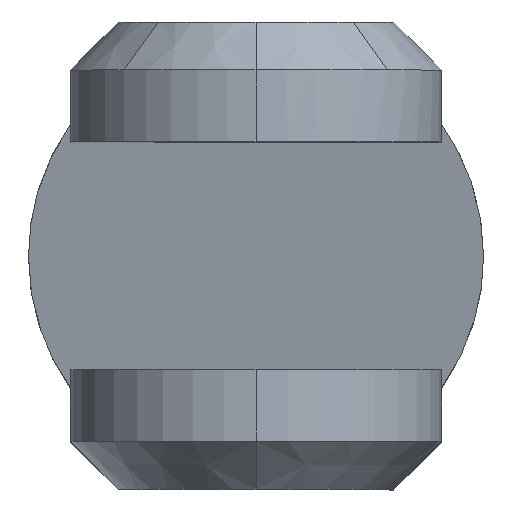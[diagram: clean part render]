
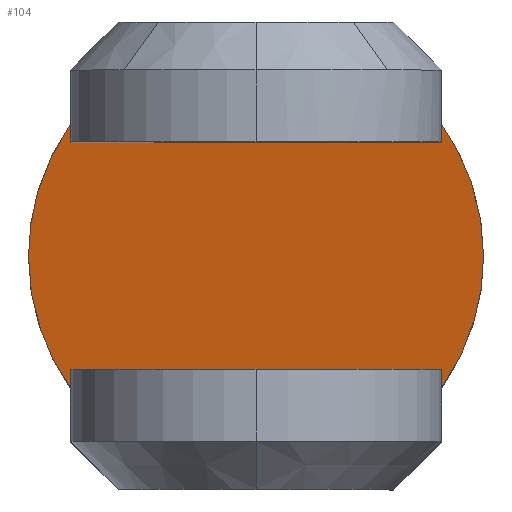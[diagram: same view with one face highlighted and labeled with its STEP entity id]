
A CAD part, top view. The second image highlights one B-rep face of the part: STEP entity #104.
In plain terms, the highlighted planar face has unit normal (-0.259, 0, 0.966).
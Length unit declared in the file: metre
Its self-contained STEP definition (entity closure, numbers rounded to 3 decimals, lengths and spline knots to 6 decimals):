
#104=ADVANCED_FACE('3:1041',(#221),#222,.F.);
#221=FACE_OUTER_BOUND('',#342,.T.);
#222=PLANE('',#343);
#342=EDGE_LOOP('',(#546,#547,#548,#549,#550,#551,#552,#553,#554,#555));
#343=AXIS2_PLACEMENT_3D('',#556,#557,#558);
#546=ORIENTED_EDGE('',*,*,#716,.T.);
#547=ORIENTED_EDGE('',*,*,#741,.T.);
#548=ORIENTED_EDGE('',*,*,#735,.T.);
#549=ORIENTED_EDGE('',*,*,#703,.T.);
#550=ORIENTED_EDGE('',*,*,#743,.T.);
#551=ORIENTED_EDGE('',*,*,#744,.F.);
#552=ORIENTED_EDGE('',*,*,#745,.F.);
#553=ORIENTED_EDGE('',*,*,#746,.F.);
#554=ORIENTED_EDGE('',*,*,#747,.T.);
#555=ORIENTED_EDGE('',*,*,#700,.T.);
#556=CARTESIAN_POINT('',(0.,0.,0.2435));
#557=DIRECTION('',(0.259,0.0,-0.966));
#558=DIRECTION('',(-0.966,0.0,-0.259));
#700=EDGE_CURVE('',#809,#813,#815,.T.);
#703=EDGE_CURVE('3:6679',#820,#817,#821,.T.);
#716=EDGE_CURVE('3:6653',#813,#841,#842,.T.);
#735=EDGE_CURVE('3:6659',#868,#820,#869,.T.);
#741=EDGE_CURVE('3:6662',#841,#868,#875,.T.);
#743=EDGE_CURVE('',#817,#877,#878,.T.);
#744=EDGE_CURVE('3:6638',#879,#877,#880,.T.);
#745=EDGE_CURVE('3:6641',#881,#879,#882,.T.);
#746=EDGE_CURVE('3:6635',#883,#881,#884,.T.);
#747=EDGE_CURVE('3:6676',#883,#809,#885,.T.);
#809=VERTEX_POINT('',#964);
#813=VERTEX_POINT('',#969);
#815=ELLIPSE('',#972,0.098351,0.095);
#817=VERTEX_POINT('',#974);
#820=VERTEX_POINT('',#978);
#821=ELLIPSE('',#979,0.098351,0.095);
#841=VERTEX_POINT('',#1004);
#842=LINE('',#1005,#1006);
#868=VERTEX_POINT('',#1042);
#869=LINE('',#1043,#1044);
#875=LINE('',#1053,#1054);
#877=VERTEX_POINT('',#1056);
#878=ELLIPSE('',#1057,0.098351,0.095);
#879=VERTEX_POINT('',#1058);
#880=LINE('',#1059,#1060);
#881=VERTEX_POINT('',#1061);
#882=LINE('',#1062,#1063);
#883=VERTEX_POINT('',#1064);
#884=LINE('',#1065,#1066);
#885=ELLIPSE('',#1067,0.098351,0.095);
#964=CARTESIAN_POINT('',(-0.095,0.,0.218045));
#969=CARTESIAN_POINT('',(-0.077499,-0.054945,0.222734));
#972=AXIS2_PLACEMENT_3D('',#1154,#1155,#1156);
#974=CARTESIAN_POINT('',(0.095,0.,0.268955));
#978=CARTESIAN_POINT('',(0.077501,-0.054942,0.264266));
#979=AXIS2_PLACEMENT_3D('',#1158,#1159,#1160);
#1004=CARTESIAN_POINT('',(-0.077499,-0.0475,0.222734));
#1005=CARTESIAN_POINT('',(-0.077499,-0.04875,0.222734));
#1006=VECTOR('',#1178,1.0);
#1042=CARTESIAN_POINT('',(0.077501,-0.0475,0.264266));
#1043=CARTESIAN_POINT('',(0.077501,-0.04875,0.264266));
#1044=VECTOR('',#1198,1.0);
#1053=CARTESIAN_POINT('',(0.013418,-0.0475,0.247095));
#1054=VECTOR('',#1202,1.0);
#1056=CARTESIAN_POINT('',(0.077501,0.054942,0.264266));
#1057=AXIS2_PLACEMENT_3D('',#1203,#1204,#1205);
#1058=CARTESIAN_POINT('',(0.077501,0.0475,0.264266));
#1059=CARTESIAN_POINT('',(0.077501,0.02375,0.264266));
#1060=VECTOR('',#1206,1.0);
#1061=CARTESIAN_POINT('',(-0.077499,0.0475,0.222734));
#1062=CARTESIAN_POINT('',(0.013418,0.0475,0.247095));
#1063=VECTOR('',#1207,1.0);
#1064=CARTESIAN_POINT('',(-0.077499,0.054945,0.222734));
#1065=CARTESIAN_POINT('',(-0.077499,0.02375,0.222734));
#1066=VECTOR('',#1208,1.0);
#1067=AXIS2_PLACEMENT_3D('',#1209,#1210,#1211);
#1154=CARTESIAN_POINT('',(0.,0.,0.2435));
#1155=DIRECTION('',(-0.259,-0.0,0.966));
#1156=DIRECTION('',(-0.966,0.0,-0.259));
#1158=CARTESIAN_POINT('',(0.,0.,0.2435));
#1159=DIRECTION('',(-0.259,-0.0,0.966));
#1160=DIRECTION('',(-0.966,0.0,-0.259));
#1178=DIRECTION('',(0.,1.0,0.));
#1198=DIRECTION('',(0.,-1.0,0.));
#1202=DIRECTION('',(0.966,0.,0.259));
#1203=CARTESIAN_POINT('',(0.,0.,0.2435));
#1204=DIRECTION('',(-0.259,-0.0,0.966));
#1205=DIRECTION('',(-0.966,0.0,-0.259));
#1206=DIRECTION('',(0.,1.0,0.));
#1207=DIRECTION('',(0.966,0.,0.259));
#1208=DIRECTION('',(0.,-1.0,0.));
#1209=CARTESIAN_POINT('',(0.,0.,0.2435));
#1210=DIRECTION('',(-0.259,-0.0,0.966));
#1211=DIRECTION('',(-0.966,0.0,-0.259));
